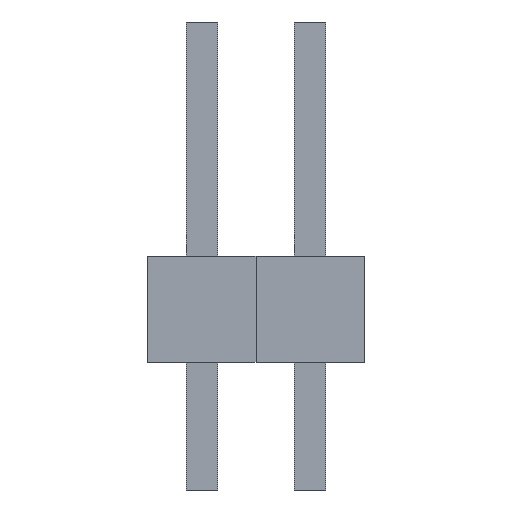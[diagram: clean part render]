
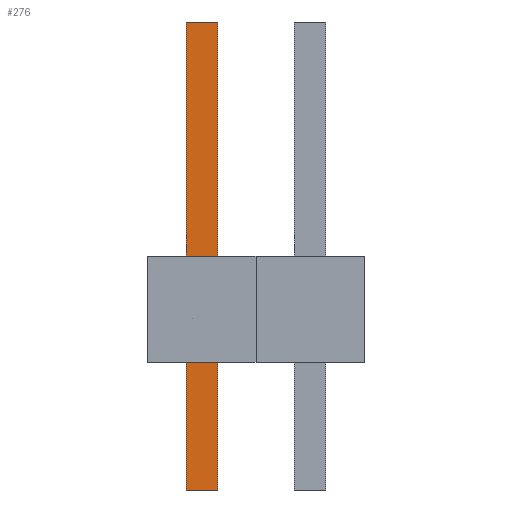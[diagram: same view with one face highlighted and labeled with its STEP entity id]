
A CAD part, front view. The second image highlights one B-rep face of the part: STEP entity #276.
In plain terms, the highlighted planar face has unit normal (0, -1, 0).
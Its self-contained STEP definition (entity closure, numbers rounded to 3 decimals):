
#13=DIRECTION('',(0.,0.,1.));
#14=DIRECTION('',(1.,0.,0.));
#117=VECTOR('',#13,1.);
#124=DIRECTION('',(0.,1.,0.));
#166=VECTOR('',#14,1.);
#230=EDGE_CURVE('',#231,#233,#235,.T.);
#231=VERTEX_POINT('',#232);
#232=CARTESIAN_POINT('',(-0.371,-0.371,-3.));
#233=VERTEX_POINT('',#234);
#234=CARTESIAN_POINT('',(-0.371,-0.371,8.));
#235=LINE('',#232,#117);
#254=ORIENTED_EDGE('',*,*,#255,.F.);
#255=EDGE_CURVE('',#256,#258,#260,.T.);
#256=VERTEX_POINT('',#257);
#257=CARTESIAN_POINT('',(0.371,-0.371,-3.));
#258=VERTEX_POINT('',#259);
#259=CARTESIAN_POINT('',(0.371,-0.371,8.));
#260=LINE('',#257,#117);
#276=ADVANCED_FACE('',(#277),#286,.F.);
#277=FACE_BOUND('',#278,.F.);
#278=EDGE_LOOP('',(#279,#282,#283,#254));
#279=ORIENTED_EDGE('',*,*,#280,.F.);
#280=EDGE_CURVE('',#231,#256,#281,.T.);
#281=LINE('',#232,#166);
#282=ORIENTED_EDGE('',*,*,#230,.T.);
#283=ORIENTED_EDGE('',*,*,#284,.T.);
#284=EDGE_CURVE('',#233,#258,#285,.T.);
#285=LINE('',#234,#166);
#286=PLANE('',#287);
#287=AXIS2_PLACEMENT_3D('',#232,#124,#13);
